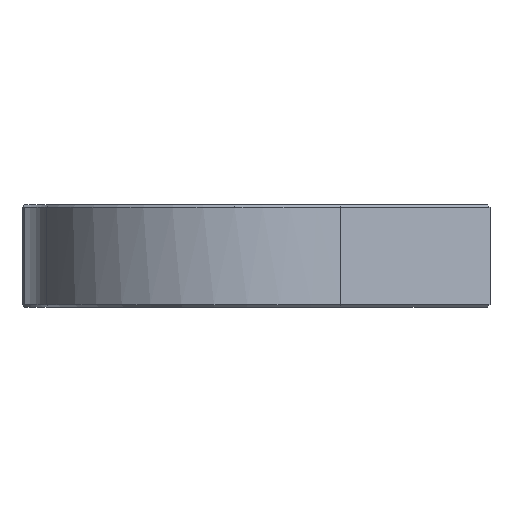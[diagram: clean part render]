
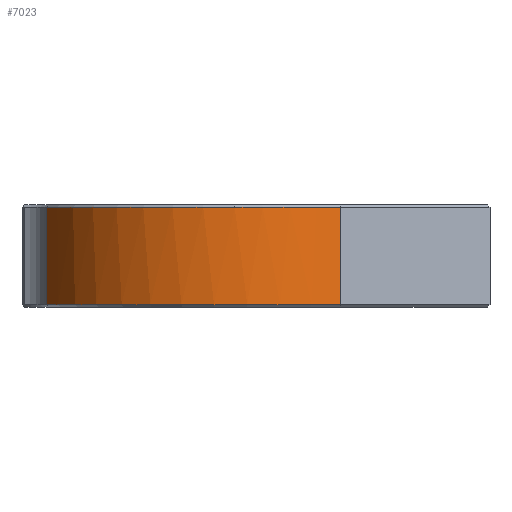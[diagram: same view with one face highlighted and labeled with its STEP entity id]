
A CAD part, left-side view. The second image highlights one B-rep face of the part: STEP entity #7023.
In plain terms, the highlighted cylindrical face has radius 23 mm (diameter 46 mm), a partial arc.
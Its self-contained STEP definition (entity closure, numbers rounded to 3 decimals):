
#358 = DIRECTION ( 'NONE',  ( 0., 0., 1. ) ) ;
#420 = DIRECTION ( 'NONE',  ( 0., 0., 1. ) ) ;
#440 = AXIS2_PLACEMENT_3D ( 'NONE', #6822, #10145, #7685 ) ;
#650 = ORIENTED_EDGE ( 'NONE', *, *, #5056, .T. ) ;
#685 = DIRECTION ( 'NONE',  ( 0., 0., -1. ) ) ;
#1296 = CARTESIAN_POINT ( 'NONE',  ( -19.319, -12.482, -12. ) ) ;
#1305 = DIRECTION ( 'NONE',  ( -1., 0., 0. ) ) ;
#1314 = CARTESIAN_POINT ( 'NONE',  ( 0., 0., -11.7 ) ) ;
#1781 = AXIS2_PLACEMENT_3D ( 'NONE', #7246, #5562, #1305 ) ;
#2098 = CARTESIAN_POINT ( 'NONE',  ( 0., 0., -0.3 ) ) ;
#2255 = AXIS2_PLACEMENT_3D ( 'NONE', #2098, #4770, #8149 ) ;
#2334 = CARTESIAN_POINT ( 'NONE',  ( -23., 0., -0.3 ) ) ;
#3466 = CARTESIAN_POINT ( 'NONE',  ( -19.319, -12.482, -0.3 ) ) ;
#3761 = LINE ( 'NONE', #8150, #4418 ) ;
#4281 = CARTESIAN_POINT ( 'NONE',  ( -6.247, 22.135, -0.3 ) ) ;
#4418 = VECTOR ( 'NONE', #685, 1000. ) ;
#4770 = DIRECTION ( 'NONE',  ( 0., 0., -1. ) ) ;
#5056 = EDGE_CURVE ( 'NONE', #7575, #7181, #6010, .T. ) ;
#5480 = EDGE_LOOP ( 'NONE', ( #5489, #9875, #650, #8767, #10160 ) ) ;
#5489 = ORIENTED_EDGE ( 'NONE', *, *, #8370, .T. ) ;
#5562 = DIRECTION ( 'NONE',  ( 0., 0., -1. ) ) ;
#5878 = VECTOR ( 'NONE', #358, 1000. ) ;
#6010 = CIRCLE ( 'NONE', #2255, 23. ) ;
#6131 = EDGE_CURVE ( 'NONE', #10787, #7575, #10466, .T. ) ;
#6822 = CARTESIAN_POINT ( 'NONE',  ( 0., 0., -12. ) ) ;
#7023 = ADVANCED_FACE ( 'NONE', ( #9478 ), #9738, .T. ) ;
#7055 = CARTESIAN_POINT ( 'NONE',  ( -19.319, -12.482, -11.7 ) ) ;
#7181 = VERTEX_POINT ( 'NONE', #4281 ) ;
#7246 = CARTESIAN_POINT ( 'NONE',  ( 0., 0., -0.3 ) ) ;
#7311 = EDGE_CURVE ( 'NONE', #8439, #7784, #10264, .T. ) ;
#7575 = VERTEX_POINT ( 'NONE', #2334 ) ;
#7685 = DIRECTION ( 'NONE',  ( 1., 0., 0. ) ) ;
#7784 = VERTEX_POINT ( 'NONE', #7055 ) ;
#8149 = DIRECTION ( 'NONE',  ( -1., 0., 0. ) ) ;
#8150 = CARTESIAN_POINT ( 'NONE',  ( -6.247, 22.135, -12. ) ) ;
#8179 = DIRECTION ( 'NONE',  ( -1., 0., 0. ) ) ;
#8370 = EDGE_CURVE ( 'NONE', #7784, #10787, #8671, .T. ) ;
#8439 = VERTEX_POINT ( 'NONE', #10570 ) ;
#8671 = LINE ( 'NONE', #1296, #5878 ) ;
#8767 = ORIENTED_EDGE ( 'NONE', *, *, #10564, .T. ) ;
#9478 = FACE_OUTER_BOUND ( 'NONE', #5480, .T. ) ;
#9738 = CYLINDRICAL_SURFACE ( 'NONE', #440, 23. ) ;
#9799 = AXIS2_PLACEMENT_3D ( 'NONE', #1314, #420, #8179 ) ;
#9875 = ORIENTED_EDGE ( 'NONE', *, *, #6131, .T. ) ;
#10145 = DIRECTION ( 'NONE',  ( 0., 0., 1. ) ) ;
#10160 = ORIENTED_EDGE ( 'NONE', *, *, #7311, .T. ) ;
#10264 = CIRCLE ( 'NONE', #9799, 23. ) ;
#10466 = CIRCLE ( 'NONE', #1781, 23. ) ;
#10564 = EDGE_CURVE ( 'NONE', #7181, #8439, #3761, .T. ) ;
#10570 = CARTESIAN_POINT ( 'NONE',  ( -6.247, 22.135, -11.7 ) ) ;
#10787 = VERTEX_POINT ( 'NONE', #3466 ) ;
